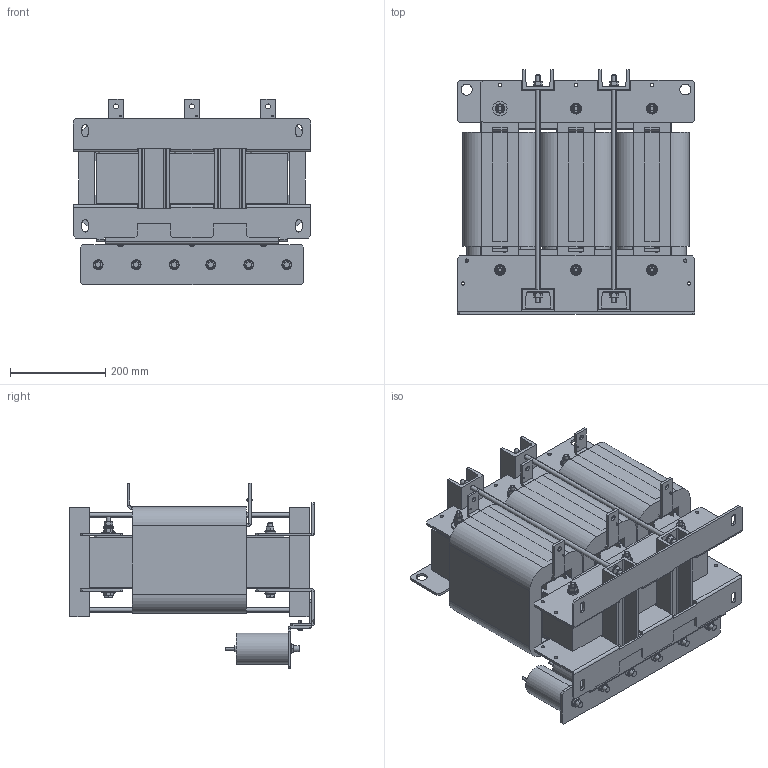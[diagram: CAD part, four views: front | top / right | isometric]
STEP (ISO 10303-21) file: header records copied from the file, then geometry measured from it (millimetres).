
FILE_DESCRIPTION (( 'STEP AP214' ), '1' );
FILE_NAME ('B 1001074.STEP', '2014-04-28T05:24:23', ( '' ), ( '' ), 'SwSTEP 2.0', 'SolidWorks 2012', '' );
FILE_SCHEMA (( 'AUTOMOTIVE_DESIGN' ));
Length unit declared in the file: millimetre
Products named in the file (30): +3810-0162; +3810-0161; M10x160DIN933; curved spring lock washer_din_Spring washer DIN 128 - A10; plain washer large_din_Washer DIN 9021 - 10.5; hex nut style 1 gradeab_din_Hexagon Nut ISO 4032 - M10 - D - N; M10x150DIN933; hex thin nut chamfered gradeab_din_Hexagon Thin Nut ISO 4035 - M12 - N; serrated lock washer 1_din_DIN 6798-A13; +1126-0008; plain washer grade a_din_Washer DIN 125 - A 10.5; pan head cross recess screw_din_ISO 7045 - M6 x 16 - Z --- 16N; pan head cross recess screw_din_ISO 7045 - M4 x 8 - Z --- 8N; plain washer grade a_din_Washer DIN 125 - A 4.3; hex nut gradec_din_Hexagon Nut ISO 4034 - M10 - N; HGW-Platte 240x100x1,0mm; #700-1359; #700-1348; #700-1347; #144-0103; #130-0294; #080-0622; #050-0966; #050-0899; #040-1295; #040-1294; Alu-Platte 80x60x3mm; Wickel f黵 B 1001074; Kern f黵 B 1001074; B 1001074
Assembly tree (130 placements, depth 2):
  B 1001074
    Kern f黵 B 1001074
    Wickel f黵 B 1001074  x3
    Alu-Platte 80x60x3mm  x8
    #040-1294
    #040-1295
    #050-0899
    #050-0966  x4
    #080-0622  x2
    #130-0294  x6
    #144-0103  x6
    #700-1347  x3
    #700-1348  x3
    #700-1359  x4
    HGW-Platte 240x100x1,0mm  x6
    hex nut gradec_din_Hexagon Nut ISO 4034 - M10 - N  x8
    plain washer grade a_din_Washer DIN 125 - A 4.3  x3
    pan head cross recess screw_din_ISO 7045 - M4 x 8 - Z --- 8N  x3
    pan head cross recess screw_din_ISO 7045 - M6 x 16 - Z --- 16N  x3
    plain washer grade a_din_Washer DIN 125 - A 10.5  x20
    +1126-0008  x10
    serrated lock washer 1_din_DIN 6798-A13  x6
    hex thin nut chamfered gradeab_din_Hexagon Thin Nut ISO 4035 - M12 - N  x6
    M10x150DIN933  x5
    hex nut style 1 gradeab_din_Hexagon Nut ISO 4032 - M10 - D - N  x7
    plain washer large_din_Washer DIN 9021 - 10.5  x2
    curved spring lock washer_din_Spring washer DIN 128 - A10
    M10x160DIN933
    +3810-0161  x3
    +3810-0162  x3
Bounding box: 500 x 515 x 390 mm (x, y, z)
Volume: 34690561.1 mm3; surface area: 4167270.6 mm2
Topology: 130 solids, 130 shells, 3461 faces, 8865 edges, 5502 vertices
Faces by surface type: plane 2160, cylinder 659, cone 400, bspline 192, torus 38, sphere 12
Entity records: 30203 total; most frequent: CARTESIAN_POINT 6370, DIRECTION 4669, ORIENTED_EDGE 4506, EDGE_CURVE 2253, AXIS2_PLACEMENT_3D 1601, LINE 1467, VECTOR 1467, VERTEX_POINT 1430
